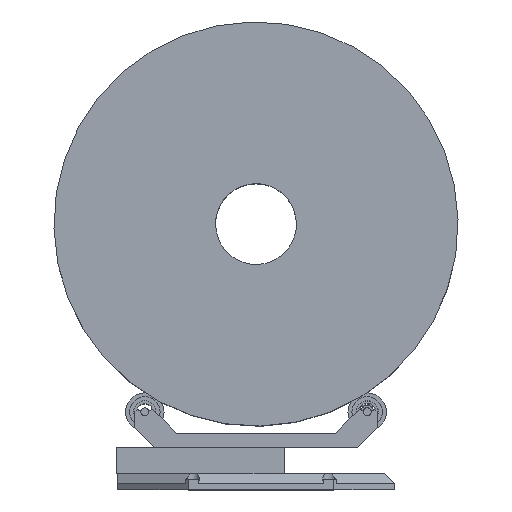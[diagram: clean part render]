
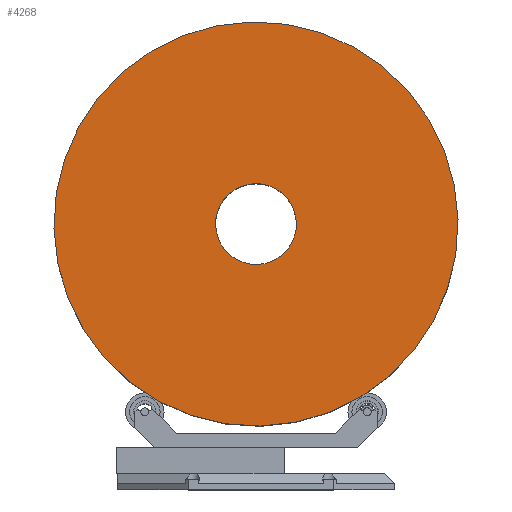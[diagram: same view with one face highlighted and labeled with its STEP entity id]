
A CAD part, top view. The second image highlights one B-rep face of the part: STEP entity #4268.
In plain terms, the highlighted planar face has unit normal (0, 0, 1).
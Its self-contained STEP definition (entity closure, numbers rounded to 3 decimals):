
#287=FACE_BOUND('',#911,.T.);
#451=PLANE('',#4787);
#646=FACE_OUTER_BOUND('',#910,.T.);
#910=EDGE_LOOP('',(#3833));
#911=EDGE_LOOP('',(#3834));
#1832=CIRCLE('',#4786,20.);
#1833=CIRCLE('',#4788,100.);
#2232=VERTEX_POINT('',#7241);
#2233=VERTEX_POINT('',#7245);
#2795=EDGE_CURVE('',#2232,#2232,#1832,.T.);
#2796=EDGE_CURVE('',#2233,#2233,#1833,.T.);
#3833=ORIENTED_EDGE('',*,*,#2796,.F.);
#3834=ORIENTED_EDGE('',*,*,#2795,.T.);
#4268=ADVANCED_FACE('',(#646,#287),#451,.T.);
#4786=AXIS2_PLACEMENT_3D('',#7243,#5889,#5890);
#4787=AXIS2_PLACEMENT_3D('',#7244,#5891,#5892);
#4788=AXIS2_PLACEMENT_3D('',#7246,#5893,#5894);
#5889=DIRECTION('center_axis',(0.,0.,
-1.));
#5890=DIRECTION('ref_axis',(1.,0.,0.));
#5891=DIRECTION('center_axis',(0.,0.,
1.));
#5892=DIRECTION('ref_axis',(1.,0.,0.));
#5893=DIRECTION('center_axis',(0.,0.,
-1.));
#5894=DIRECTION('ref_axis',(1.,0.,0.));
#7241=CARTESIAN_POINT('',(-238.498,30.14,-26.502));
#7243=CARTESIAN_POINT('Origin',(-238.498,50.14,-26.502));
#7244=CARTESIAN_POINT('Origin',(-238.498,150.14,-26.502));
#7245=CARTESIAN_POINT('',(-238.498,-49.86,-26.502));
#7246=CARTESIAN_POINT('Origin',(-238.498,50.14,-26.502));
